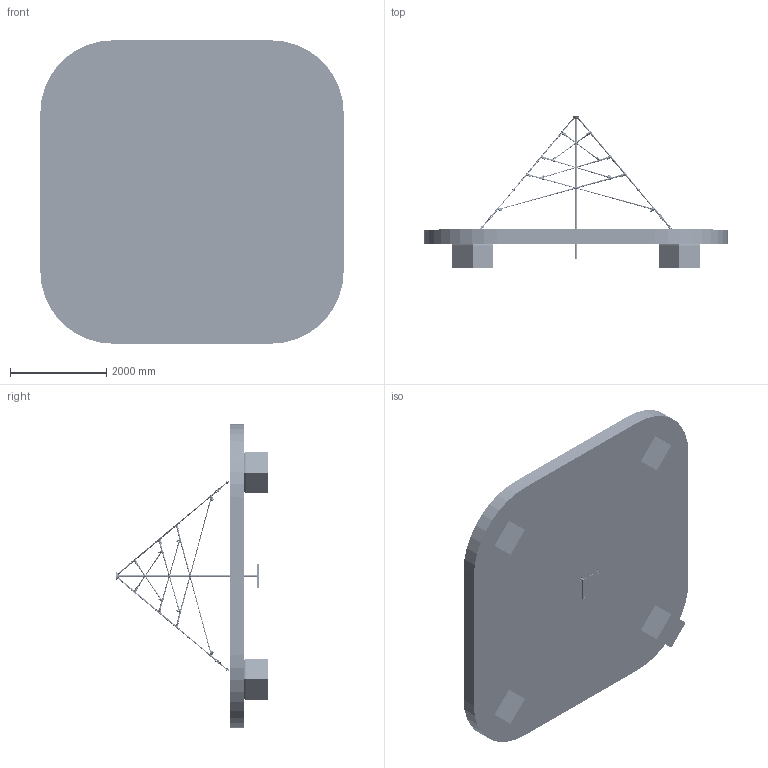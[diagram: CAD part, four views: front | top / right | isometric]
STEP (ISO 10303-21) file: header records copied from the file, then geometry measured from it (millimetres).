
FILE_DESCRIPTION (( 'STEP AP203' ), '1' );
FILE_NAME ('Super Climb Mini komplett.STEP', '2017-09-26T06:26:07', ( '' ), ( '' ), 'SwSTEP 2.0', 'SolidWorks 2016', '' );
FILE_SCHEMA (( 'CONFIG_CONTROL_DESIGN' ));
Length unit declared in the file: millimetre
Products named in the file (26): Seil und Kausche4641-3; 7er_Kette_400mmlg; hex nut style 1 gradeab_din_Hexagon Nut ISO 4032 - M12 - D - N; Befestigungsring 5000-8-6; Fundament 4641-3; 35-12-1478 - Spannschloss M12; Bew. T-Stück Querträger1_vereinfacht; Knotenkugel; Netzwerk  4641-3 Super Climb Mini_Standard<Wie bearbeitet>; SpiegelnBew. T-Stück Längsträger ; Ankerplatte 500 x 500 mm; Knotenkugel-ohne; T-Stück bew 4641-3 -; Sicherheitsbereich 4641-3; Stahlmast ﾘ 60 mm Super Climb Mini; Spannschloss Teil I; VA-Kausche4641-3; Super Climb Mini komplett; Masthaube aus Kunststoff Super Climb Mini; Spannschloss Teil II; Pressung4641-3; hex bolt gradeab_din_ISO 4014 - M10 x 50 x 26-N; Seil f黵 Kausche4641-3; 7er Kette_Standard<Wie bearbeitet>; hex nut style 1 gradeab_din_Hexagon Nut ISO 4032 - M10 - D - N
Assembly tree (111 placements, depth 4):
  Super Climb Mini komplett
    Netzwerk  4641-3 Super Climb Mini_Standard<Wie bearbeitet>
    Knotenkugel-ohne  x6
    Stahlmast ﾘ 60 mm Super Climb Mini
    Masthaube aus Kunststoff Super Climb Mini
    Fundament 4641-3  x4
      Fundament 4641-3
      7er_Kette_400mmlg
        7er Kette_Standard<Wie bearbeitet>  x4
      7er Kette_Standard<Wie bearbeitet>
    T-Stück bew 4641-3 -  x52
      Bew. T-Stück Querträger1_vereinfacht
      SpiegelnBew. T-Stück Längsträger 
    Seil und Kausche4641-3  x4
      VA-Kausche4641-3
      Pressung4641-3
      Seil f黵 Kausche4641-3
    Befestigungsring 5000-8-6  x4
    35-12-1478 - Spannschloss M12  x4
      Spannschloss Teil I
      Spannschloss Teil II
      hex bolt gradeab_din_ISO 4014 - M10 x 50 x 26-N
      hex nut style 1 gradeab_din_Hexagon Nut ISO 4032 - M10 - D - N
      hex nut style 1 gradeab_din_Hexagon Nut ISO 4032 - M12 - D - N
    Knotenkugel  x6
    7er_Kette_400mmlg  x4
      7er Kette_Standard<Wie bearbeitet>
    Ankerplatte 500 x 500 mm
    Sicherheitsbereich 4641-3
Bounding box: 6300 x 3171.5 x 6300 mm (x, y, z)
Volume: 12164754490.5 mm3; surface area: 99842368.6 mm2
Topology: 789 solids, 789 shells, 13367 faces, 32338 edges, 20358 vertices
Faces by surface type: plane 7213, cylinder 3736, cone 1290, torus 1008, bspline 96, sphere 24
Entity records: 26985 total; most frequent: CARTESIAN_POINT 6352, DIRECTION 3571, ORIENTED_EDGE 2986, EDGE_CURVE 1493, AXIS2_PLACEMENT_3D 1474, VERTEX_POINT 925, EDGE_LOOP 728, FACE_OUTER_BOUND 687
